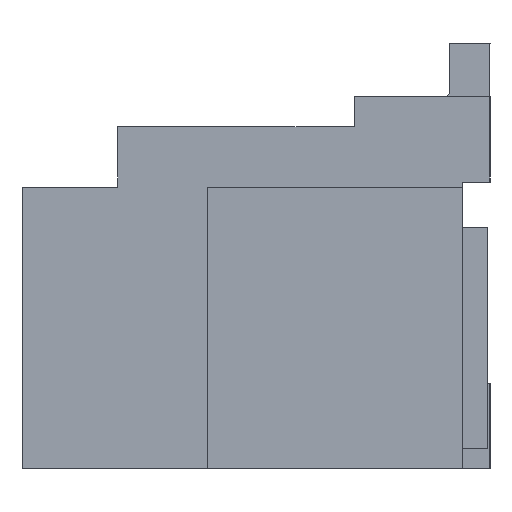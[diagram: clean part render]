
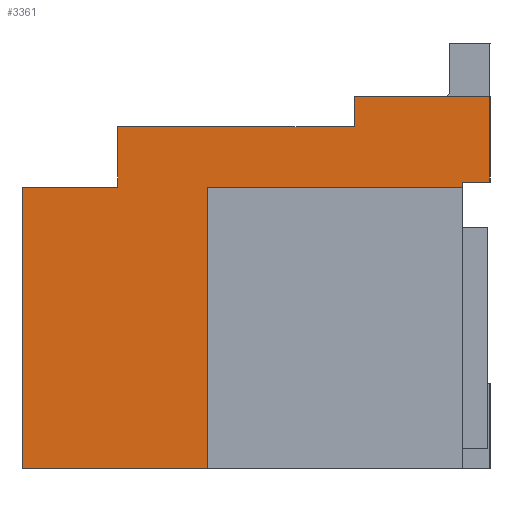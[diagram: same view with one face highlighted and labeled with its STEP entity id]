
A CAD part, left-side view. The second image highlights one B-rep face of the part: STEP entity #3361.
In plain terms, the highlighted planar face has unit normal (-1, 0, 0).
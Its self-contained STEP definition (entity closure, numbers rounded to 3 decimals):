
#437=DIRECTION('',(0.,0.,-1.));
#438=VECTOR('',#437,0.05);
#439=CARTESIAN_POINT('',(-4.,0.27,2.85));
#440=LINE('1755',#439,#438);
#441=DIRECTION('',(0.,0.,-1.));
#442=VECTOR('',#441,2.8);
#443=CARTESIAN_POINT('',(-4.,2.81,2.8));
#444=LINE('1757',#443,#442);
#445=DIRECTION('',(0.,1.,0.));
#446=VECTOR('',#445,1.84);
#447=CARTESIAN_POINT('',(-4.,2.81,0.));
#448=LINE('1619',#447,#446);
#449=DIRECTION('',(0.,-1.,0.));
#450=VECTOR('',#449,2.54);
#451=CARTESIAN_POINT('',(-4.,2.81,2.8));
#452=LINE('1756',#451,#450);
#469=DIRECTION('',(0.,0.,-1.));
#470=VECTOR('',#469,2.8);
#471=CARTESIAN_POINT('',(-4.,4.65,2.8));
#472=LINE('1758',#471,#470);
#665=DIRECTION('',(0.,0.,-1.));
#666=VECTOR('',#665,0.3);
#667=CARTESIAN_POINT('',(-4.,1.35,3.7));
#668=LINE('1762',#667,#666);
#749=DIRECTION('',(0.,1.,0.));
#750=VECTOR('',#749,1.35);
#751=CARTESIAN_POINT('',(-4.,0.,3.7));
#752=LINE('1877',#751,#750);
#1173=DIRECTION('',(0.,-1.,0.));
#1174=VECTOR('',#1173,0.27);
#1175=CARTESIAN_POINT('',(-4.,0.27,2.85));
#1176=LINE('1763',#1175,#1174);
#1189=DIRECTION('',(0.,0.,1.));
#1190=VECTOR('',#1189,0.85);
#1191=CARTESIAN_POINT('',(-4.,0.,2.85));
#1192=LINE('1956',#1191,#1190);
#1241=DIRECTION('',(0.,1.,0.));
#1242=VECTOR('',#1241,2.35);
#1243=CARTESIAN_POINT('',(-4.,1.35,3.4));
#1244=LINE('1761',#1243,#1242);
#1293=DIRECTION('',(0.,0.,-1.));
#1294=VECTOR('',#1293,0.6);
#1295=CARTESIAN_POINT('',(-4.,3.7,3.4));
#1296=LINE('1760',#1295,#1294);
#1313=DIRECTION('',(0.,1.,0.));
#1314=VECTOR('',#1313,0.95);
#1315=CARTESIAN_POINT('',(-4.,3.7,2.8));
#1316=LINE('1759',#1315,#1314);
#1921=CARTESIAN_POINT('',(-4.,4.65,0.));
#1922=VERTEX_POINT('',#1921);
#1923=CARTESIAN_POINT('',(-4.,2.81,0.));
#1924=VERTEX_POINT('',#1923);
#2070=CARTESIAN_POINT('',(-4.,0.27,2.85));
#2072=VERTEX_POINT('',#2070);
#2155=CARTESIAN_POINT('',(-4.,0.27,2.8));
#2156=VERTEX_POINT('',#2155);
#2157=CARTESIAN_POINT('',(-4.,2.81,2.8));
#2158=VERTEX_POINT('',#2157);
#2159=CARTESIAN_POINT('',(-4.,4.65,2.8));
#2160=VERTEX_POINT('',#2159);
#2161=CARTESIAN_POINT('',(-4.,3.7,2.8));
#2162=VERTEX_POINT('',#2161);
#2163=CARTESIAN_POINT('',(-4.,3.7,3.4));
#2164=VERTEX_POINT('',#2163);
#2165=CARTESIAN_POINT('',(-4.,1.35,3.4));
#2166=VERTEX_POINT('',#2165);
#2167=CARTESIAN_POINT('',(-4.,1.35,3.7));
#2168=VERTEX_POINT('',#2167);
#2169=CARTESIAN_POINT('',(-4.,0.,2.85));
#2170=VERTEX_POINT('',#2169);
#2311=CARTESIAN_POINT('',(-4.,0.,3.7));
#2312=VERTEX_POINT('',#2311);
#3333=CARTESIAN_POINT('',(-4.,2.325,1.85));
#3334=DIRECTION('',(1.,0.,0.));
#3335=DIRECTION('',(0.,-1.,0.));
#3336=AXIS2_PLACEMENT_3D('',#3333,#3334,#3335);
#3337=PLANE('2139',#3336);
#3338=ORIENTED_EDGE('1755',*,*,#2924,.T.);
#3340=ORIENTED_EDGE('1756',*,*,#3339,.F.);
#3341=ORIENTED_EDGE('1757',*,*,#3324,.T.);
#3342=ORIENTED_EDGE('1619',*,*,#2546,.T.);
#3344=ORIENTED_EDGE('1758',*,*,#3343,.F.);
#3346=ORIENTED_EDGE('1759',*,*,#3345,.F.);
#3348=ORIENTED_EDGE('1760',*,*,#3347,.F.);
#3350=ORIENTED_EDGE('1761',*,*,#3349,.F.);
#3352=ORIENTED_EDGE('1762',*,*,#3351,.F.);
#3354=ORIENTED_EDGE('1877',*,*,#3353,.F.);
#3356=ORIENTED_EDGE('1956',*,*,#3355,.F.);
#3358=ORIENTED_EDGE('1763',*,*,#3357,.F.);
#3359=EDGE_LOOP('2139',(#3338,#3340,#3341,#3342,#3344,#3346,#3348,#3350,#3352,
#3354,#3356,#3358));
#3360=FACE_OUTER_BOUND('2139',#3359,.F.);
#3361=ADVANCED_FACE('2139',(#3360),#3337,.F.);
#2546=EDGE_CURVE('1619',#1924,#1922,#448,.T.);
#2924=EDGE_CURVE('1755',#2072,#2156,#440,.T.);
#3324=EDGE_CURVE('1757',#2158,#1924,#444,.T.);
#3339=EDGE_CURVE('1756',#2158,#2156,#452,.T.);
#3343=EDGE_CURVE('1758',#2160,#1922,#472,.T.);
#3345=EDGE_CURVE('1759',#2162,#2160,#1316,.T.);
#3347=EDGE_CURVE('1760',#2164,#2162,#1296,.T.);
#3349=EDGE_CURVE('1761',#2166,#2164,#1244,.T.);
#3351=EDGE_CURVE('1762',#2168,#2166,#668,.T.);
#3353=EDGE_CURVE('1877',#2312,#2168,#752,.T.);
#3355=EDGE_CURVE('1956',#2170,#2312,#1192,.T.);
#3357=EDGE_CURVE('1763',#2072,#2170,#1176,.T.);
